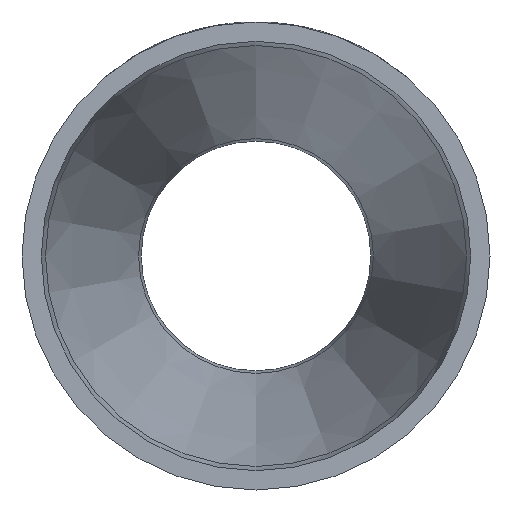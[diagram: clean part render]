
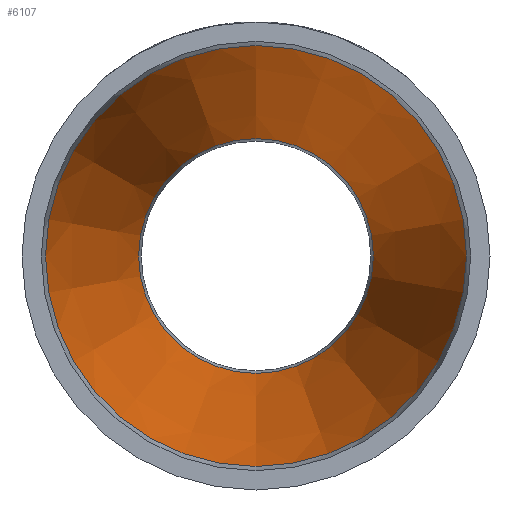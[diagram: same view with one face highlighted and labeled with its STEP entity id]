
A CAD part, front view. The second image highlights one B-rep face of the part: STEP entity #6107.
In plain terms, the highlighted conical face has half-angle 11.608 degrees and reference radius 21.721 mm.
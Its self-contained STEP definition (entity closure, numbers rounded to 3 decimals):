
#193 = EDGE_LOOP ( 'NONE', ( #19185 ) ) ;
#3654 = CARTESIAN_POINT ( 'NONE',  ( 0., 42.004, -21.72 ) ) ;
#3945 = DIRECTION ( 'NONE',  ( 0., 0., -1. ) ) ;
#6107 = ADVANCED_FACE ( 'NONE', ( #8033, #21232 ), #16730, .F. ) ;
#7353 = VERTEX_POINT ( 'NONE', #14895 ) ;
#8033 = FACE_BOUND ( 'NONE', #193, .T. ) ;
#9085 = CIRCLE ( 'NONE', #16174, 21.72 ) ;
#9772 = DIRECTION ( 'NONE',  ( 0., 0., -1. ) ) ;
#11492 = CARTESIAN_POINT ( 'NONE',  ( 0., 42.004, 0. ) ) ;
#13443 = EDGE_CURVE ( 'NONE', #7353, #7353, #23322, .T. ) ;
#13563 = CARTESIAN_POINT ( 'NONE',  ( 0., 42.004, 0. ) ) ;
#14895 = CARTESIAN_POINT ( 'NONE',  ( 0., 88.76, -12.116 ) ) ;
#15200 = DIRECTION ( 'NONE',  ( 0., -1., 0. ) ) ;
#15577 = DIRECTION ( 'NONE',  ( 0., -1., 0. ) ) ;
#15733 = CARTESIAN_POINT ( 'NONE',  ( 0., 88.76, 0. ) ) ;
#16174 = AXIS2_PLACEMENT_3D ( 'NONE', #13563, #15200, #3945 ) ;
#16730 = CONICAL_SURFACE ( 'NONE', #24207, 21.72, 0.203 ) ;
#16767 = EDGE_LOOP ( 'NONE', ( #17733 ) ) ;
#17733 = ORIENTED_EDGE ( 'NONE', *, *, #20521, .T. ) ;
#19185 = ORIENTED_EDGE ( 'NONE', *, *, #13443, .F. ) ;
#20190 = AXIS2_PLACEMENT_3D ( 'NONE', #15733, #23125, #23234 ) ;
#20521 = EDGE_CURVE ( 'NONE', #20554, #20554, #9085, .T. ) ;
#20554 = VERTEX_POINT ( 'NONE', #3654 ) ;
#21232 = FACE_OUTER_BOUND ( 'NONE', #16767, .T. ) ;
#23125 = DIRECTION ( 'NONE',  ( 0., -1., 0. ) ) ;
#23234 = DIRECTION ( 'NONE',  ( 0., 0., -1. ) ) ;
#23322 = CIRCLE ( 'NONE', #20190, 12.116 ) ;
#24207 = AXIS2_PLACEMENT_3D ( 'NONE', #11492, #15577, #9772 ) ;
